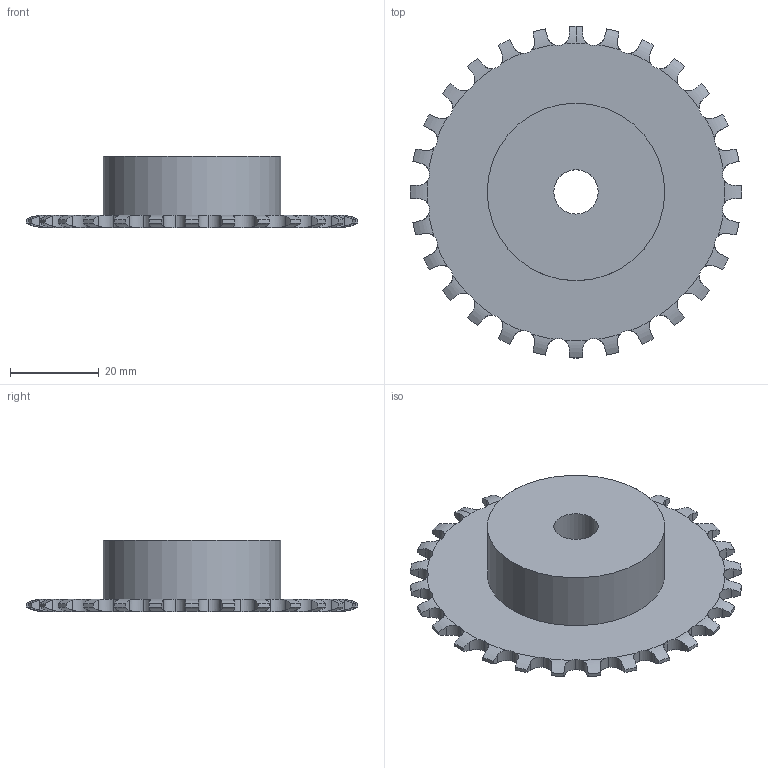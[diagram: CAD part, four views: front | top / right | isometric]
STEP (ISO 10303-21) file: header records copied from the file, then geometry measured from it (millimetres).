
FILE_DESCRIPTION(('FreeCAD Model'),'2;1');
FILE_NAME('Open CASCADE Shape Model','2021-03-07T16:56:28',( 'Simone Bignetti'),(''),'Open CASCADE STEP processor 7.4','FreeCAD', 'Unknown');
FILE_SCHEMA(('AUTOMOTIVE_DESIGN { 1 0 10303 214 1 1 1 1 }'));
Length unit declared in the file: millimetre
Products named in the file (1): Hole
Bounding box: 74.79 x 74.8 x 16 mm (x, y, z)
Volume: 25976.3 mm3; surface area: 10570.9 mm2
Topology: 1 solids, 1 shells, 204 faces, 657 edges, 457 vertices
Faces by surface type: cylinder 142, revolution 58, plane 4
Full cylindrical faces by diameter (mm): 10 x1, 40 x1
Entity records: 23984 total; most frequent: CARTESIAN_POINT 12117, DIRECTION 1943, ORIENTED_EDGE 1314, PCURVE 1314, DEFINITIONAL_REPRESENTATION 1314, LINE 776, VECTOR 776, B_SPLINE_CURVE_WITH_KNOTS 672
